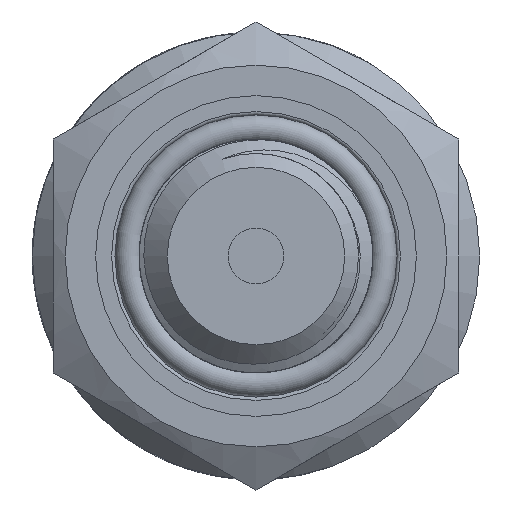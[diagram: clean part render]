
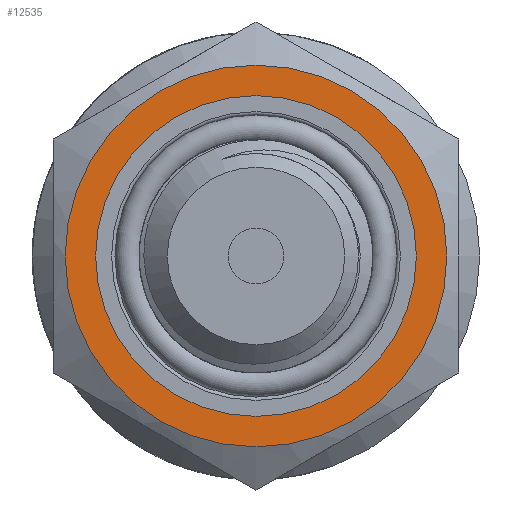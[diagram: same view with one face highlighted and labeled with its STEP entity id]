
A CAD part, left-side view. The second image highlights one B-rep face of the part: STEP entity #12535.
In plain terms, the highlighted planar face has unit normal (-1, 0, 0).
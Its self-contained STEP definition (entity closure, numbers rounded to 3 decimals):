
#1236=FACE_BOUND('',#4002,.T.);
#3266=FACE_OUTER_BOUND('',#4001,.T.);
#4001=EDGE_LOOP('',(#8461));
#4002=EDGE_LOOP('',(#8462));
#4779=CIRCLE('',#13346,11.3);
#4780=CIRCLE('',#13347,9.5);
#5092=VERTEX_POINT('',#17866);
#5093=VERTEX_POINT('',#17868);
#6435=EDGE_CURVE('',#5092,#5092,#4779,.T.);
#6436=EDGE_CURVE('',#5093,#5093,#4780,.T.);
#8461=ORIENTED_EDGE('',*,*,#6435,.T.);
#8462=ORIENTED_EDGE('',*,*,#6436,.T.);
#12265=PLANE('',#13345);
#12535=ADVANCED_FACE('',(#3266,#1236),#12265,.T.);
#13345=AXIS2_PLACEMENT_3D('',#17865,#14096,#14097);
#13346=AXIS2_PLACEMENT_3D('',#17867,#14098,#14099);
#13347=AXIS2_PLACEMENT_3D('',#17869,#14100,#14101);
#14096=DIRECTION('center_axis',(-1.,0.,0.));
#14097=DIRECTION('ref_axis',(0.,0.,1.));
#14098=DIRECTION('center_axis',(-1.,0.,0.));
#14099=DIRECTION('ref_axis',(0.,1.,0.));
#14100=DIRECTION('center_axis',(1.,0.,0.));
#14101=DIRECTION('ref_axis',(0.,0.,-1.));
#17865=CARTESIAN_POINT('Origin',(14.,12.,0.));
#17866=CARTESIAN_POINT('',(14.,-11.3,0.));
#17867=CARTESIAN_POINT('Origin',(14.,0.,0.));
#17868=CARTESIAN_POINT('',(14.,-9.5,0.));
#17869=CARTESIAN_POINT('Origin',(14.,0.,0.));
